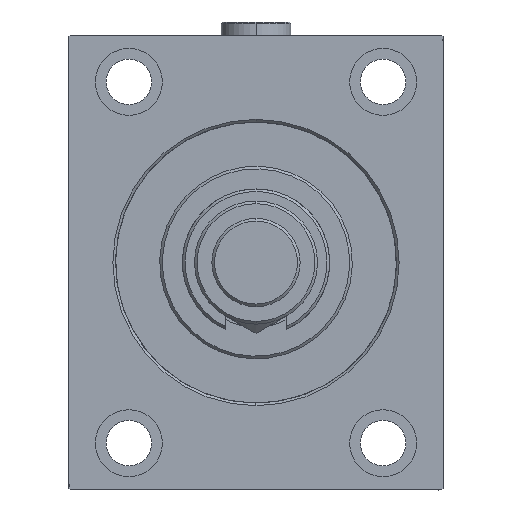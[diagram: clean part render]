
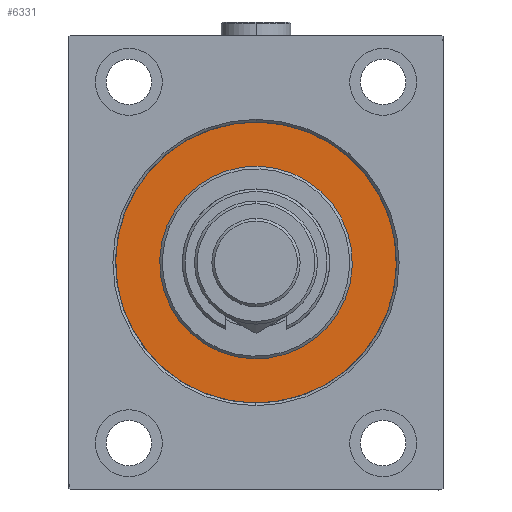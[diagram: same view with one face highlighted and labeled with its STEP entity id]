
A CAD part, left-side view. The second image highlights one B-rep face of the part: STEP entity #6331.
In plain terms, the highlighted face is planar.
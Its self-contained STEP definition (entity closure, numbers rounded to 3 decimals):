
#1286 = PLANE ( 'NONE',  #25368 ) ;
#3106 = DIRECTION ( 'NONE',  ( 0., 0., -1. ) ) ;
#3266 = DIRECTION ( 'NONE',  ( -1., 0., 0. ) ) ;
#3351 = DIRECTION ( 'NONE',  ( 1., 0., 0. ) ) ;
#5129 = EDGE_LOOP ( 'NONE', ( #8464, #31445 ) ) ;
#5350 = EDGE_CURVE ( 'NONE', #22059, #20498, #12352, .T. ) ;
#6331 = ADVANCED_FACE ( 'NONE', ( #29965, #34562 ), #1286, .F. ) ;
#6900 = DIRECTION ( 'NONE',  ( 0., 0., 1. ) ) ;
#8464 = ORIENTED_EDGE ( 'NONE', *, *, #20750, .F. ) ;
#8885 = CARTESIAN_POINT ( 'NONE',  ( 0., 0., 52.5 ) ) ;
#9745 = VERTEX_POINT ( 'NONE', #20440 ) ;
#11975 = CARTESIAN_POINT ( 'NONE',  ( 0., 0., 0. ) ) ;
#12352 = CIRCLE ( 'NONE', #20123, 52.5 ) ;
#12818 = AXIS2_PLACEMENT_3D ( 'NONE', #40255, #3351, #3106 ) ;
#13440 = EDGE_CURVE ( 'NONE', #17545, #9745, #39587, .T. ) ;
#13532 = ORIENTED_EDGE ( 'NONE', *, *, #34235, .F. ) ;
#15223 = DIRECTION ( 'NONE',  ( 0., 0., -1. ) ) ;
#15658 = CIRCLE ( 'NONE', #38932, 52.5 ) ;
#16273 = ORIENTED_EDGE ( 'NONE', *, *, #13440, .F. ) ;
#17545 = VERTEX_POINT ( 'NONE', #26784 ) ;
#20123 = AXIS2_PLACEMENT_3D ( 'NONE', #11975, #22204, #37001 ) ;
#20440 = CARTESIAN_POINT ( 'NONE',  ( 0., 0., -36. ) ) ;
#20498 = VERTEX_POINT ( 'NONE', #30616 ) ;
#20750 = EDGE_CURVE ( 'NONE', #20498, #22059, #15658, .T. ) ;
#21141 = EDGE_LOOP ( 'NONE', ( #16273, #13532 ) ) ;
#22059 = VERTEX_POINT ( 'NONE', #8885 ) ;
#22204 = DIRECTION ( 'NONE',  ( -1., 0., 0. ) ) ;
#22441 = DIRECTION ( 'NONE',  ( 0., 0., 1. ) ) ;
#25368 = AXIS2_PLACEMENT_3D ( 'NONE', #44760, #29723, #22441 ) ;
#26784 = CARTESIAN_POINT ( 'NONE',  ( 0., 0., 36. ) ) ;
#29723 = DIRECTION ( 'NONE',  ( -1., 0., 0. ) ) ;
#29965 = FACE_BOUND ( 'NONE', #21141, .T. ) ;
#30616 = CARTESIAN_POINT ( 'NONE',  ( 0., 0., -52.5 ) ) ;
#31445 = ORIENTED_EDGE ( 'NONE', *, *, #5350, .F. ) ;
#33924 = DIRECTION ( 'NONE',  ( 1., 0., 0. ) ) ;
#34235 = EDGE_CURVE ( 'NONE', #9745, #17545, #46156, .T. ) ;
#34562 = FACE_OUTER_BOUND ( 'NONE', #5129, .T. ) ;
#36536 = CARTESIAN_POINT ( 'NONE',  ( 0., 0., 0. ) ) ;
#37001 = DIRECTION ( 'NONE',  ( 0., 0., 1. ) ) ;
#37579 = CARTESIAN_POINT ( 'NONE',  ( 0., 0., 0. ) ) ;
#38932 = AXIS2_PLACEMENT_3D ( 'NONE', #36536, #3266, #6900 ) ;
#39587 = CIRCLE ( 'NONE', #42711, 36. ) ;
#40255 = CARTESIAN_POINT ( 'NONE',  ( 0., 0., 0. ) ) ;
#42711 = AXIS2_PLACEMENT_3D ( 'NONE', #37579, #33924, #15223 ) ;
#44760 = CARTESIAN_POINT ( 'NONE',  ( 0., 0., 0. ) ) ;
#46156 = CIRCLE ( 'NONE', #12818, 36. ) ;
